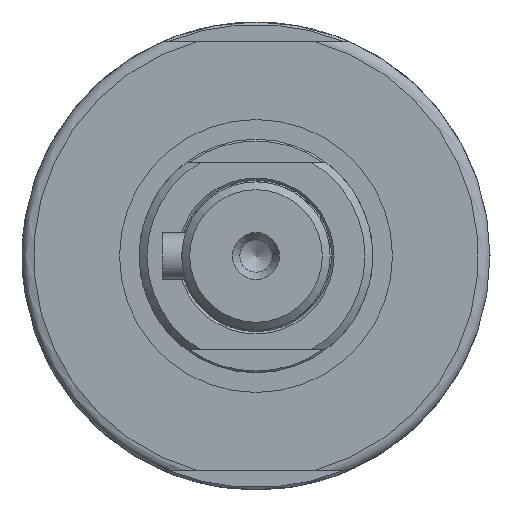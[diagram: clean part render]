
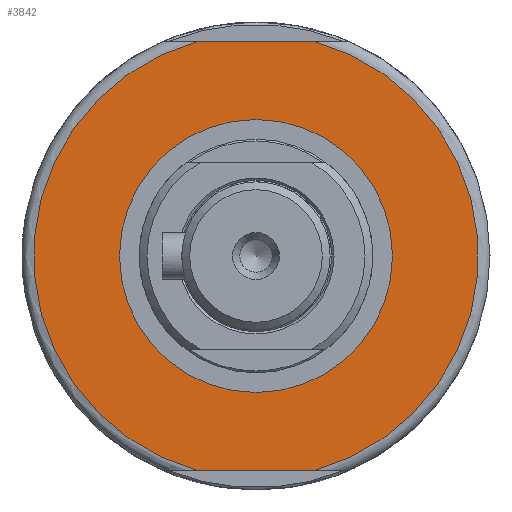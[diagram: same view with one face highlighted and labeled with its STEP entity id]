
A CAD part, left-side view. The second image highlights one B-rep face of the part: STEP entity #3842.
In plain terms, the highlighted planar face has unit normal (-1, 0, 0).
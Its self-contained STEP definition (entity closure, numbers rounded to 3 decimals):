
#86=FACE_BOUND('',#1605,.T.);
#235=PLANE('',#4198);
#501=LINE('',#6465,#786);
#505=LINE('',#6514,#790);
#786=VECTOR('',#5084,10.);
#790=VECTOR('',#5094,10.);
#954=CIRCLE('',#4199,28.5);
#955=CIRCLE('',#4200,28.5);
#956=CIRCLE('',#4201,17.5);
#957=CIRCLE('',#4202,17.5);
#1377=FACE_OUTER_BOUND('',#1604,.T.);
#1604=EDGE_LOOP('',(#3430,#3431,#3432,#3433));
#1605=EDGE_LOOP('',(#3434,#3435));
#1960=VERTEX_POINT('',#6449);
#1961=VERTEX_POINT('',#6464);
#1968=VERTEX_POINT('',#6498);
#1969=VERTEX_POINT('',#6513);
#1972=VERTEX_POINT('',#6548);
#1973=VERTEX_POINT('',#6549);
#2454=EDGE_CURVE('',#1961,#1960,#501,.T.);
#2463=EDGE_CURVE('',#1969,#1968,#505,.T.);
#2474=EDGE_CURVE('',#1969,#1960,#954,.T.);
#2475=EDGE_CURVE('',#1961,#1968,#955,.T.);
#2476=EDGE_CURVE('',#1972,#1973,#956,.T.);
#2477=EDGE_CURVE('',#1973,#1972,#957,.T.);
#3430=ORIENTED_EDGE('',*,*,#2454,.T.);
#3431=ORIENTED_EDGE('',*,*,#2474,.F.);
#3432=ORIENTED_EDGE('',*,*,#2463,.T.);
#3433=ORIENTED_EDGE('',*,*,#2475,.F.);
#3434=ORIENTED_EDGE('',*,*,#2476,.T.);
#3435=ORIENTED_EDGE('',*,*,#2477,.T.);
#3842=ADVANCED_FACE('',(#1377,#86),#235,.T.);
#4198=AXIS2_PLACEMENT_3D('',#6545,#5122,#5123);
#4199=AXIS2_PLACEMENT_3D('',#6546,#5124,#5125);
#4200=AXIS2_PLACEMENT_3D('',#6547,#5126,#5127);
#4201=AXIS2_PLACEMENT_3D('',#6550,#5128,#5129);
#4202=AXIS2_PLACEMENT_3D('',#6551,#5130,#5131);
#5084=DIRECTION('',(0.,1.,0.));
#5094=DIRECTION('',(0.,-1.,0.));
#5122=DIRECTION('center_axis',(-1.,0.,0.));
#5123=DIRECTION('ref_axis',(0.,0.,1.));
#5124=DIRECTION('center_axis',(1.,0.,0.));
#5125=DIRECTION('ref_axis',(0.,1.,0.));
#5126=DIRECTION('center_axis',(1.,0.,0.));
#5127=DIRECTION('ref_axis',(0.,1.,0.));
#5128=DIRECTION('center_axis',(1.,0.,0.));
#5129=DIRECTION('ref_axis',(0.,1.,0.));
#5130=DIRECTION('center_axis',(1.,0.,0.));
#5131=DIRECTION('ref_axis',(0.,1.,0.));
#6449=CARTESIAN_POINT('',(-168.5,7.483,27.5));
#6464=CARTESIAN_POINT('',(-168.5,-7.483,27.5));
#6465=CARTESIAN_POINT('',(-168.5,24.063,27.5));
#6498=CARTESIAN_POINT('',(-168.5,-7.483,-27.5));
#6513=CARTESIAN_POINT('',(-168.5,7.483,-27.5));
#6514=CARTESIAN_POINT('',(-168.5,-1.553,-27.5));
#6545=CARTESIAN_POINT('Origin',(-168.5,23.,0.));
#6546=CARTESIAN_POINT('Origin',(-168.5,0.,0.));
#6547=CARTESIAN_POINT('Origin',(-168.5,0.,0.));
#6548=CARTESIAN_POINT('',(-168.5,17.5,0.));
#6549=CARTESIAN_POINT('',(-168.5,-17.5,0.));
#6550=CARTESIAN_POINT('Origin',(-168.5,0.,0.));
#6551=CARTESIAN_POINT('Origin',(-168.5,0.,0.));
